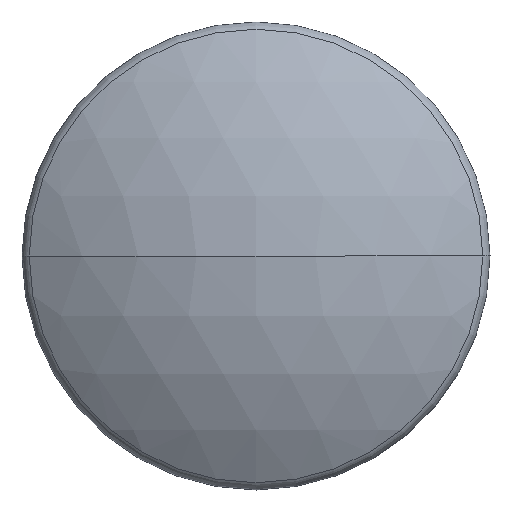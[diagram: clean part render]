
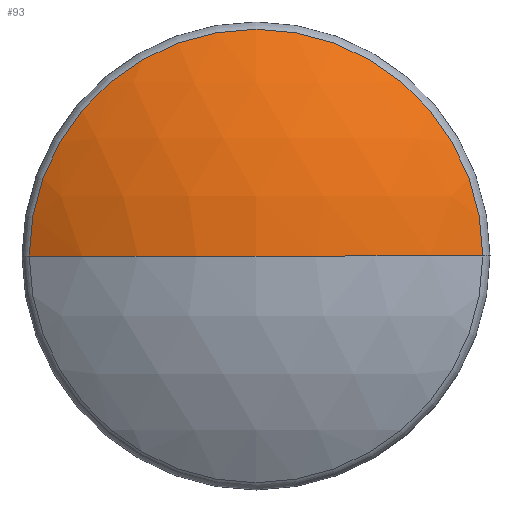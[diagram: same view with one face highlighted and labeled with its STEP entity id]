
A CAD part, left-side view. The second image highlights one B-rep face of the part: STEP entity #93.
In plain terms, the highlighted spherical face has radius 6.921 mm.
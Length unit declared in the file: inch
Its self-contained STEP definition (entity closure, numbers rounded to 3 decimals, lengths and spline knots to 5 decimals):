
#93 = ADVANCED_FACE ( 'NONE', ( #664 ), #662, .T. ) ;
#95 = ORIENTED_EDGE ( 'NONE', *, *, #471, .T. ) ;
#103 = ORIENTED_EDGE ( 'NONE', *, *, #209, .F. ) ;
#122 = EDGE_LOOP ( 'NONE', ( #372, #95, #103 ) ) ;
#154 = VERTEX_POINT ( 'NONE', #583 ) ;
#209 = EDGE_CURVE ( 'NONE', #210, #154, #755, .T. ) ;
#210 = VERTEX_POINT ( 'NONE', #890 ) ;
#336 = EDGE_CURVE ( 'NONE', #338, #210, #934, .T. ) ;
#338 = VERTEX_POINT ( 'NONE', #1037 ) ;
#372 = ORIENTED_EDGE ( 'NONE', *, *, #336, .F. ) ;
#471 = EDGE_CURVE ( 'NONE', #338, #154, #954, .T. ) ;
#498 = DIRECTION ( 'NONE',  ( 0., 0., 1. ) ) ;
#499 = AXIS2_PLACEMENT_3D ( 'NONE', #661, #498, #639 ) ;
#583 = CARTESIAN_POINT ( 'NONE',  ( -0.08801, 0.15467, 0. ) ) ;
#639 = DIRECTION ( 'NONE',  ( 0., 1., 0. ) ) ;
#661 = CARTESIAN_POINT ( 'NONE',  ( 0.1425, 0.3, 0. ) ) ;
#662 = SPHERICAL_SURFACE ( 'NONE', #499, 0.2725 ) ;
#664 = FACE_OUTER_BOUND ( 'NONE', #122, .T. ) ;
#751 = DIRECTION ( 'NONE',  ( 0., 1., 0. ) ) ;
#752 = DIRECTION ( 'NONE',  ( 1., 0., 0. ) ) ;
#755 = CIRCLE ( 'NONE', #756, 0.14533 ) ;
#756 = AXIS2_PLACEMENT_3D ( 'NONE', #833, #752, #751 ) ;
#833 = CARTESIAN_POINT ( 'NONE',  ( -0.08801, 0.3, 0. ) ) ;
#890 = CARTESIAN_POINT ( 'NONE',  ( -0.08801, 0.44533, 0. ) ) ;
#934 = CIRCLE ( 'NONE', #980, 0.2725 ) ;
#954 = CIRCLE ( 'NONE', #1036, 0.2725 ) ;
#980 = AXIS2_PLACEMENT_3D ( 'NONE', #982, #1039, #1038 ) ;
#982 = CARTESIAN_POINT ( 'NONE',  ( 0.1425, 0.3, 0. ) ) ;
#1020 = DIRECTION ( 'NONE',  ( 0., -1., 0. ) ) ;
#1021 = DIRECTION ( 'NONE',  ( 0., 0., 1. ) ) ;
#1022 = CARTESIAN_POINT ( 'NONE',  ( 0.1425, 0.3, 0. ) ) ;
#1036 = AXIS2_PLACEMENT_3D ( 'NONE', #1022, #1021, #1020 ) ;
#1037 = CARTESIAN_POINT ( 'NONE',  ( -0.13, 0.3, 0. ) ) ;
#1038 = DIRECTION ( 'NONE',  ( -1., 0., 0. ) ) ;
#1039 = DIRECTION ( 'NONE',  ( 0., 0., -1. ) ) ;
